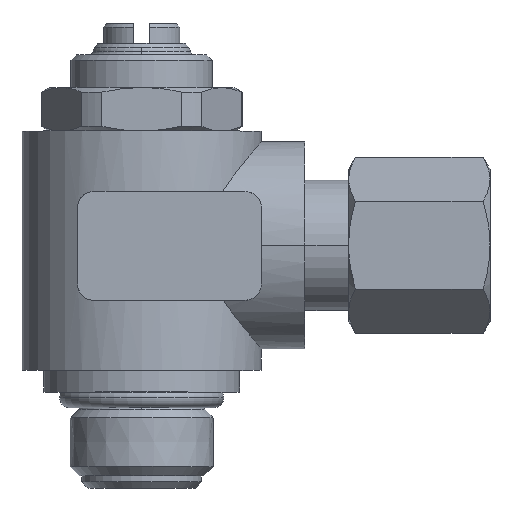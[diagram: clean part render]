
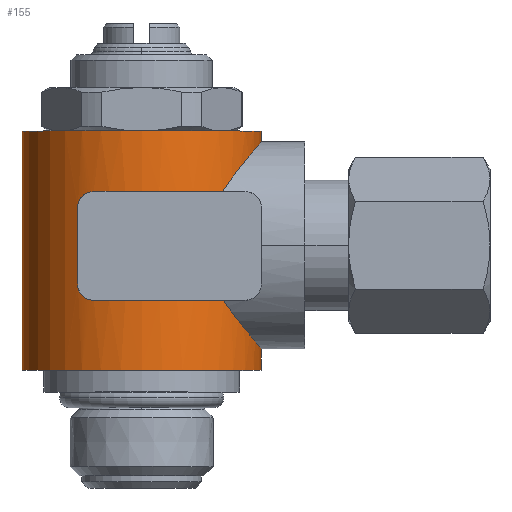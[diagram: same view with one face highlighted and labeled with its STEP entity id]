
A CAD part, top view. The second image highlights one B-rep face of the part: STEP entity #155.
In plain terms, the highlighted cylindrical face has radius 11 mm (diameter 22 mm), a partial arc.
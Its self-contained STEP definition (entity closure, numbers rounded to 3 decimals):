
#155=ADVANCED_FACE('',(#423),#424,.T.);
#423=FACE_OUTER_BOUND('',#741,.T.);
#424=CYLINDRICAL_SURFACE('',#742,11.0);
#741=EDGE_LOOP('',(#1676,#1677,#1678,#1679,#1680,#1681,#1682,#1683,#1684,#1685,#1686,#1687,#1688,#1689));
#742=AXIS2_PLACEMENT_3D('',#1690,#1691,#1692);
#1676=ORIENTED_EDGE('',*,*,#2104,.T.);
#1677=ORIENTED_EDGE('',*,*,#2325,.T.);
#1678=ORIENTED_EDGE('',*,*,#2337,.F.);
#1679=ORIENTED_EDGE('',*,*,#2338,.F.);
#1680=ORIENTED_EDGE('',*,*,#2339,.F.);
#1681=ORIENTED_EDGE('',*,*,#2340,.F.);
#1682=ORIENTED_EDGE('',*,*,#2341,.F.);
#1683=ORIENTED_EDGE('',*,*,#2342,.F.);
#1684=ORIENTED_EDGE('',*,*,#2333,.F.);
#1685=ORIENTED_EDGE('',*,*,#2122,.T.);
#1686=ORIENTED_EDGE('',*,*,#2108,.T.);
#1687=ORIENTED_EDGE('',*,*,#2343,.F.);
#1688=ORIENTED_EDGE('',*,*,#2106,.T.);
#1689=ORIENTED_EDGE('',*,*,#2344,.F.);
#1690=CARTESIAN_POINT('',(0.0,21.824,0.0));
#1691=DIRECTION('',(-0.0,1.0,0.0));
#1692=DIRECTION('',(1.0,0.0,0.0));
#2104=EDGE_CURVE('',#2533,#2534,#2535,.T.);
#2106=EDGE_CURVE('',#2538,#2536,#2539,.T.);
#2108=EDGE_CURVE('',#2542,#2540,#2543,.T.);
#2122=EDGE_CURVE('',#2569,#2542,#2570,.T.);
#2325=EDGE_CURVE('',#2534,#2888,#2890,.T.);
#2333=EDGE_CURVE('',#2569,#2902,#2903,.T.);
#2337=EDGE_CURVE('',#2908,#2888,#2909,.T.);
#2338=EDGE_CURVE('',#2910,#2908,#2911,.T.);
#2339=EDGE_CURVE('',#2912,#2910,#2913,.T.);
#2340=EDGE_CURVE('',#2914,#2912,#2915,.T.);
#2341=EDGE_CURVE('',#2916,#2914,#2917,.T.);
#2342=EDGE_CURVE('',#2902,#2916,#2918,.T.);
#2343=EDGE_CURVE('',#2538,#2540,#2919,.T.);
#2344=EDGE_CURVE('',#2533,#2536,#2920,.T.);
#2533=VERTEX_POINT('',#3166);
#2534=VERTEX_POINT('',#3167);
#2535=LINE('',#3168,#3169);
#2536=VERTEX_POINT('',#3170);
#2538=VERTEX_POINT('',#3172);
#2539=LINE('',#3173,#3174);
#2540=VERTEX_POINT('',#3175);
#2542=VERTEX_POINT('',#3177);
#2543=LINE('',#3178,#3179);
#2569=VERTEX_POINT('',#3280);
#2570=B_SPLINE_CURVE_WITH_KNOTS('',3,(#3281,#3282,#3283,#3284,#3285,#3286,#3287,#3288,#3289,#3290,#3291,#3292,#3293,#3294),.UNSPECIFIED.,.F.,.F.,(4,2,2,2,2,2,4),(36.887,37.414,39.428,41.336,43.244,45.153,47.061),.UNSPECIFIED.);
#2888=VERTEX_POINT('',#4422);
#2890=B_SPLINE_CURVE_WITH_KNOTS('',3,(#4425,#4426,#4427,#4428,#4429,#4430,#4431,#4432,#4433,#4434,#4435,#4436,#4437,#4438),.UNSPECIFIED.,.F.,.F.,(4,2,2,2,2,2,4),(15.687,17.595,19.503,21.412,23.32,25.333,25.683),.UNSPECIFIED.);
#2902=VERTEX_POINT('',#4468);
#2903=CIRCLE('',#4469,11.0);
#2908=VERTEX_POINT('',#4477);
#2909=CIRCLE('',#4478,11.0);
#2910=VERTEX_POINT('',#4479);
#2911=CIRCLE('',#4480,11.0);
#2912=VERTEX_POINT('',#4481);
#2913=B_SPLINE_CURVE_WITH_KNOTS('',3,(#4482,#4483,#4484,#4485,#4486,#4487,#4488,#4489,#4490,#4491,#4492,#4493,#4494,#4495,#4496,#4497,#4498,#4499),.UNSPECIFIED.,.F.,.F.,(4,2,2,2,2,2,2,2,4),(4.459,4.742,5.035,5.327,5.62,5.913,6.531,7.149,7.448),.UNSPECIFIED.);
#2914=VERTEX_POINT('',#4500);
#2915=LINE('',#4501,#4502);
#2916=VERTEX_POINT('',#4503);
#2917=B_SPLINE_CURVE_WITH_KNOTS('',3,(#4504,#4505,#4506,#4507,#4508,#4509,#4510,#4511,#4512,#4513,#4514,#4515,#4516,#4517,#4518,#4519,#4520),.UNSPECIFIED.,.F.,.F.,(4,2,2,2,2,2,3,4),(-2.71,-2.407,-1.77,-1.132,-0.566,-0.283,0.0,0.283),.UNSPECIFIED.);
#2918=CIRCLE('',#4521,11.0);
#2919=CIRCLE('',#4522,11.0);
#2920=CIRCLE('',#4523,11.0);
#3166=CARTESIAN_POINT('',(11.0,10.824,0.0));
#3167=CARTESIAN_POINT('',(11.0,12.824,0.));
#3168=CARTESIAN_POINT('',(11.0,21.824,0.));
#3169=VECTOR('',#4784,1.0);
#3170=CARTESIAN_POINT('',(-11.0,10.824,0.));
#3172=CARTESIAN_POINT('',(-11.0,32.824,0.));
#3173=CARTESIAN_POINT('',(-11.0,21.824,0.));
#3174=VECTOR('',#4788,1.0);
#3175=CARTESIAN_POINT('',(11.0,32.824,0.0));
#3177=CARTESIAN_POINT('',(11.0,31.824,0.));
#3178=CARTESIAN_POINT('',(11.0,21.824,0.));
#3179=VECTOR('',#4792,1.0);
#3280=CARTESIAN_POINT('',(7.421,27.255,8.12));
#3281=CARTESIAN_POINT('',(7.421,27.255,8.12));
#3282=CARTESIAN_POINT('',(7.511,27.392,8.037));
#3283=CARTESIAN_POINT('',(7.603,27.526,7.951));
#3284=CARTESIAN_POINT('',(8.042,28.16,7.521));
#3285=CARTESIAN_POINT('',(8.389,28.625,7.134));
#3286=CARTESIAN_POINT('',(9.015,29.436,6.323));
#3287=CARTESIAN_POINT('',(9.319,29.817,5.872));
#3288=CARTESIAN_POINT('',(9.878,30.501,4.874));
#3289=CARTESIAN_POINT('',(10.132,30.806,4.326));
#3290=CARTESIAN_POINT('',(10.554,31.304,3.163));
#3291=CARTESIAN_POINT('',(10.721,31.499,2.546));
#3292=CARTESIAN_POINT('',(10.944,31.759,1.282));
#3293=CARTESIAN_POINT('',(11.0,31.824,0.636));
#3294=CARTESIAN_POINT('',(11.0,31.824,0.));
#4422=CARTESIAN_POINT('',(7.513,17.255,8.035));
#4425=CARTESIAN_POINT('',(11.0,12.824,0.));
#4426=CARTESIAN_POINT('',(11.0,12.824,0.636));
#4427=CARTESIAN_POINT('',(10.944,12.889,1.282));
#4428=CARTESIAN_POINT('',(10.721,13.149,2.546));
#4429=CARTESIAN_POINT('',(10.554,13.344,3.163));
#4430=CARTESIAN_POINT('',(10.132,13.843,4.326));
#4431=CARTESIAN_POINT('',(9.878,14.147,4.874));
#4432=CARTESIAN_POINT('',(9.319,14.832,5.872));
#4433=CARTESIAN_POINT('',(9.015,15.212,6.323));
#4434=CARTESIAN_POINT('',(8.389,16.023,7.134));
#4435=CARTESIAN_POINT('',(8.042,16.488,7.521));
#4436=CARTESIAN_POINT('',(7.634,17.078,7.921));
#4437=CARTESIAN_POINT('',(7.573,17.166,7.978));
#4438=CARTESIAN_POINT('',(7.513,17.255,8.035));
#4468=CARTESIAN_POINT('',(0.0,27.255,11.0));
#4469=AXIS2_PLACEMENT_3D('',#5141,#5142,#5143);
#4477=CARTESIAN_POINT('',(0.0,17.255,11.0));
#4478=AXIS2_PLACEMENT_3D('',#5147,#5148,#5149);
#4479=CARTESIAN_POINT('',(-4.4,17.255,10.082));
#4480=AXIS2_PLACEMENT_3D('',#5150,#5151,#5152);
#4481=CARTESIAN_POINT('',(-5.9,18.755,9.284));
#4482=CARTESIAN_POINT('',(-5.872,19.042,9.301));
#4483=CARTESIAN_POINT('',(-5.891,18.947,9.29));
#4484=CARTESIAN_POINT('',(-5.9,18.85,9.284));
#4485=CARTESIAN_POINT('',(-5.9,18.658,9.284));
#4486=CARTESIAN_POINT('',(-5.89,18.558,9.29));
#4487=CARTESIAN_POINT('',(-5.851,18.361,9.315));
#4488=CARTESIAN_POINT('',(-5.821,18.264,9.334));
#4489=CARTESIAN_POINT('',(-5.743,18.079,9.382));
#4490=CARTESIAN_POINT('',(-5.695,17.992,9.411));
#4491=CARTESIAN_POINT('',(-5.586,17.832,9.476));
#4492=CARTESIAN_POINT('',(-5.525,17.759,9.512));
#4493=CARTESIAN_POINT('',(-5.326,17.56,9.626));
#4494=CARTESIAN_POINT('',(-5.157,17.445,9.718));
#4495=CARTESIAN_POINT('',(-4.789,17.293,9.905));
#4496=CARTESIAN_POINT('',(-4.589,17.255,9.999));
#4497=CARTESIAN_POINT('',(-4.309,17.255,10.121));
#4498=CARTESIAN_POINT('',(-4.214,17.264,10.161));
#4499=CARTESIAN_POINT('',(-4.118,17.282,10.2));
#4500=CARTESIAN_POINT('',(-5.9,25.755,9.284));
#4501=CARTESIAN_POINT('',(-5.9,22.255,9.284));
#4502=VECTOR('',#5153,1.0);
#4503=CARTESIAN_POINT('',(-4.4,27.255,10.082));
#4504=CARTESIAN_POINT('',(-4.114,27.228,10.202));
#4505=CARTESIAN_POINT('',(-4.211,27.247,10.163));
#4506=CARTESIAN_POINT('',(-4.308,27.255,10.122));
#4507=CARTESIAN_POINT('',(-4.595,27.255,9.997));
#4508=CARTESIAN_POINT('',(-4.8,27.215,9.9));
#4509=CARTESIAN_POINT('',(-5.178,27.054,9.708));
#4510=CARTESIAN_POINT('',(-5.349,26.933,9.613));
#4511=CARTESIAN_POINT('',(-5.607,26.664,9.465));
#4512=CARTESIAN_POINT('',(-5.715,26.502,9.399));
#4513=CARTESIAN_POINT('',(-5.825,26.232,9.331));
#4514=CARTESIAN_POINT('',(-5.854,26.138,9.313));
#4515=CARTESIAN_POINT('',(-5.891,25.947,9.29));
#4516=CARTESIAN_POINT('',(-5.9,25.85,9.284));
#4517=CARTESIAN_POINT('',(-5.9,25.755,9.284));
#4518=CARTESIAN_POINT('',(-5.9,25.661,9.284));
#4519=CARTESIAN_POINT('',(-5.891,25.564,9.29));
#4520=CARTESIAN_POINT('',(-5.872,25.469,9.301));
#4521=AXIS2_PLACEMENT_3D('',#5154,#5155,#5156);
#4522=AXIS2_PLACEMENT_3D('',#5157,#5158,#5159);
#4523=AXIS2_PLACEMENT_3D('',#5160,#5161,#5162);
#4784=DIRECTION('',(0.0,1.0,0.0));
#4788=DIRECTION('',(-0.0,-1.0,-0.0));
#4792=DIRECTION('',(0.0,1.0,0.0));
#5141=CARTESIAN_POINT('',(0.0,27.255,0.0));
#5142=DIRECTION('',(0.0,-1.0,0.0));
#5143=DIRECTION('',(1.0,0.0,0.0));
#5147=CARTESIAN_POINT('',(0.0,17.255,0.0));
#5148=DIRECTION('',(-0.0,1.0,0.0));
#5149=DIRECTION('',(1.0,0.0,0.0));
#5150=CARTESIAN_POINT('',(0.0,17.255,0.0));
#5151=DIRECTION('',(-0.0,1.0,0.0));
#5152=DIRECTION('',(1.0,0.0,0.0));
#5153=DIRECTION('',(-0.0,-1.0,-0.0));
#5154=CARTESIAN_POINT('',(0.0,27.255,0.0));
#5155=DIRECTION('',(0.0,-1.0,0.0));
#5156=DIRECTION('',(1.0,0.0,0.0));
#5157=CARTESIAN_POINT('',(0.0,32.824,0.0));
#5158=DIRECTION('',(-0.0,1.0,0.0));
#5159=DIRECTION('',(1.0,0.0,0.0));
#5160=CARTESIAN_POINT('',(0.0,10.824,0.0));
#5161=DIRECTION('',(0.0,-1.0,0.0));
#5162=DIRECTION('',(1.0,0.0,0.0));
